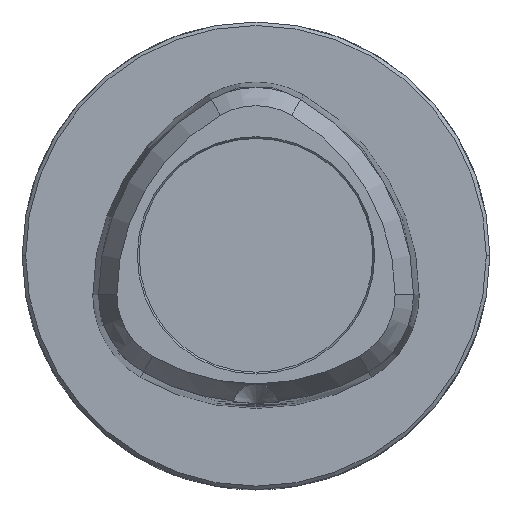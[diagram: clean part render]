
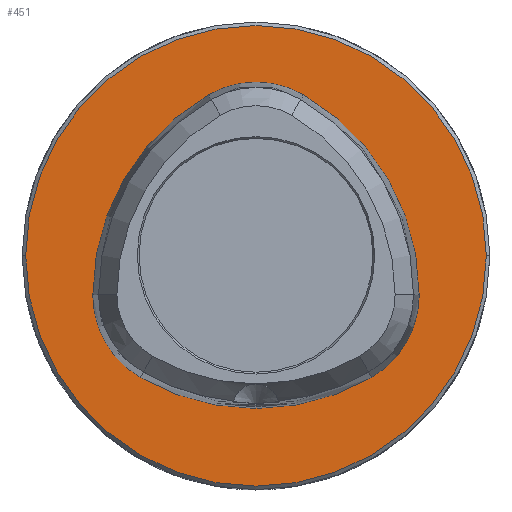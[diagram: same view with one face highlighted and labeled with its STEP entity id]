
A CAD part, top view. The second image highlights one B-rep face of the part: STEP entity #451.
In plain terms, the highlighted planar face has unit normal (0, 0, 1).
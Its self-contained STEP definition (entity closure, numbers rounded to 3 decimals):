
#39=PLANE('',#1954);
#69=FACE_BOUND('',#688,.T.);
#70=FACE_BOUND('',#689,.T.);
#451=ADVANCED_FACE('',(#69,#70),#39,.F.);
#688=EDGE_LOOP('',(#1085,#1086));
#689=EDGE_LOOP('',(#1087,#1088,#1089,#1090,#1091,#1092));
#1085=ORIENTED_EDGE('',*,*,#1471,.F.);
#1086=ORIENTED_EDGE('',*,*,#1628,.F.);
#1087=ORIENTED_EDGE('',*,*,#1411,.T.);
#1088=ORIENTED_EDGE('',*,*,#1414,.T.);
#1089=ORIENTED_EDGE('',*,*,#1417,.T.);
#1090=ORIENTED_EDGE('',*,*,#1420,.T.);
#1091=ORIENTED_EDGE('',*,*,#1423,.T.);
#1092=ORIENTED_EDGE('',*,*,#1627,.F.);
#1252=VERTEX_POINT('',#2545);
#1254=VERTEX_POINT('',#2549);
#1256=VERTEX_POINT('',#2555);
#1258=VERTEX_POINT('',#2561);
#1260=VERTEX_POINT('',#2567);
#1261=VERTEX_POINT('',#2572);
#1303=VERTEX_POINT('',#2959);
#1304=VERTEX_POINT('',#2960);
#1411=EDGE_CURVE('',#1252,#1254,#1667,.T.);
#1414=EDGE_CURVE('',#1254,#1256,#1670,.T.);
#1417=EDGE_CURVE('',#1256,#1258,#1673,.T.);
#1420=EDGE_CURVE('',#1258,#1260,#1676,.T.);
#1423=EDGE_CURVE('',#1260,#1261,#1679,.T.);
#1471=EDGE_CURVE('',#1303,#1304,#1697,.T.);
#1627=EDGE_CURVE('',#1252,#1261,#1753,.T.);
#1628=EDGE_CURVE('',#1304,#1303,#1754,.T.);
#1667=CIRCLE('',#1804,6.682);
#1670=CIRCLE('',#1808,18.318);
#1673=CIRCLE('',#1812,6.682);
#1676=CIRCLE('',#1816,18.318);
#1679=CIRCLE('',#1820,6.682);
#1697=CIRCLE('',#1852,19.7);
#1753=CIRCLE('',#1949,18.318);
#1754=CIRCLE('',#1952,19.7);
#1804=AXIS2_PLACEMENT_3D('',#2550,#2032,#2033);
#1808=AXIS2_PLACEMENT_3D('',#2556,#2040,#2041);
#1812=AXIS2_PLACEMENT_3D('',#2562,#2048,#2049);
#1816=AXIS2_PLACEMENT_3D('',#2568,#2056,#2057);
#1820=AXIS2_PLACEMENT_3D('',#2573,#2064,#2065);
#1852=AXIS2_PLACEMENT_3D('',#2958,#2147,#2148);
#1949=AXIS2_PLACEMENT_3D('',#3903,#2390,#2391);
#1952=AXIS2_PLACEMENT_3D('',#3906,#2396,#2397);
#1954=AXIS2_PLACEMENT_3D('',#3908,#2400,#2401);
#2032=DIRECTION('',(0.,0.,-1.));
#2033=DIRECTION('',(-1.,0.,0.));
#2040=DIRECTION('',(0.,0.,-1.));
#2041=DIRECTION('',(-1.,0.,0.));
#2048=DIRECTION('',(0.,0.,-1.));
#2049=DIRECTION('',(-1.,0.,0.));
#2056=DIRECTION('',(0.,0.,-1.));
#2057=DIRECTION('',(-1.,0.,0.));
#2064=DIRECTION('',(0.,0.,-1.));
#2065=DIRECTION('',(-1.,0.,0.));
#2147=DIRECTION('',(0.,0.,-1.));
#2148=DIRECTION('',(-1.,0.,0.));
#2390=DIRECTION('',(0.,0.,1.));
#2391=DIRECTION('',(1.,0.,0.));
#2396=DIRECTION('',(0.,0.,-1.));
#2397=DIRECTION('',(-1.,0.,0.));
#2400=DIRECTION('',(0.,0.,-1.));
#2401=DIRECTION('',(1.,0.,0.));
#2545=CARTESIAN_POINT('',(12.5,-3.359,0.));
#2549=CARTESIAN_POINT('',(9.159,-9.146,0.));
#2550=CARTESIAN_POINT('',(5.818,-3.359,0.));
#2555=CARTESIAN_POINT('',(-9.159,-9.146,0.));
#2556=CARTESIAN_POINT('',(0.,6.718,0.));
#2561=CARTESIAN_POINT('',(-12.5,-3.359,0.));
#2562=CARTESIAN_POINT('',(-5.818,-3.359,0.));
#2567=CARTESIAN_POINT('',(-3.341,12.505,0.));
#2568=CARTESIAN_POINT('',(5.818,-3.359,0.));
#2572=CARTESIAN_POINT('',(3.341,12.505,0.));
#2573=CARTESIAN_POINT('',(0.,6.718,0.));
#2958=CARTESIAN_POINT('',(0.,0.,0.));
#2959=CARTESIAN_POINT('',(-19.7,0.,0.));
#2960=CARTESIAN_POINT('',(19.7,0.,0.));
#3903=CARTESIAN_POINT('',(-5.818,-3.359,0.));
#3906=CARTESIAN_POINT('',(0.,0.,0.));
#3908=CARTESIAN_POINT('',(0.,19.7,0.));
